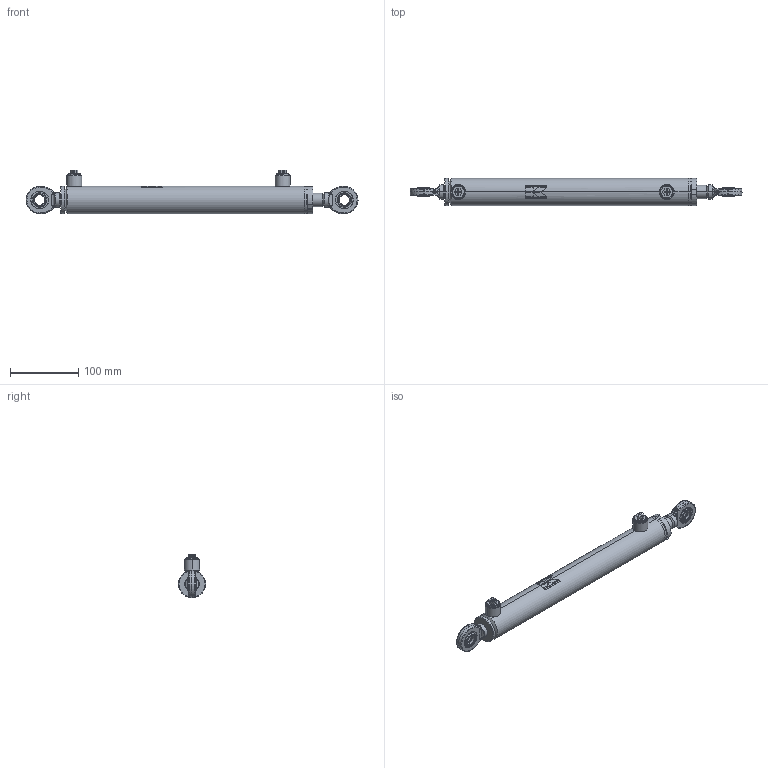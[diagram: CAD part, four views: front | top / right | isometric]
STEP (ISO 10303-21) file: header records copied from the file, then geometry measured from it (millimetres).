
FILE_DESCRIPTION (( 'STEP AP214' ), '1' );
FILE_NAME ('CFGCY0072038-Cylinder.step', '2025-03-04T13:12:24', ( 'Kramp IT' ), ( 'Kramp' ), 'SwSTEP 2.0', 'SolidWorks 2021', '' );
FILE_SCHEMA (( 'AUTOMOTIVE_DESIGN' ));
Length unit declared in the file: millimetre
Products named in the file (19): MATE-AID; Rod-WA_Simplified; DC3903001; DS2903004VM_Simplified; Tube-WA_Simplified; GK15DO-EC; GK15DO; DS2903013020_Simplified; SLBMM1215; LSN04E; Tube_Simplified; Tube-MA_Simplified; GK15DO-RD; DS2903004_Simplified; SP04M; DS2903013020VM_Simplified; Rod_Simplified; CFGCY0072038-Cylinder
Assembly tree (20 placements, depth 4):
  MATE-AID
  CFGCY0072038-Cylinder
    Tube-WA_Simplified
      Tube-MA_Simplified
        Tube_Simplified
        LSN04E
      LSN04E
      DC3903001
        DC3903001
      GK15DO-EC
        GK15DO
    Rod-WA_Simplified
      Rod_Simplified
      GK15DO-RD
        GK15DO
    DS2903013020VM_Simplified
      DS2903013020_Simplified
    DS2903004VM_Simplified
      DS2903004_Simplified
    SLBMM1215
    SP04M  x2
Bounding box: 485 x 40 x 63.5 mm (x, y, z)
Volume: 398482.5 mm3; surface area: 142060.1 mm2
Topology: 16 solids, 16 shells, 576 faces, 1370 edges, 846 vertices
Faces by surface type: cylinder 175, plane 163, cone 112, bspline 96, torus 30
Entity records: 16964 total; most frequent: CARTESIAN_POINT 5525, DIRECTION 1795, ORIENTED_EDGE 1732, EDGE_CURVE 866, AXIS2_PLACEMENT_3D 732, VERTEX_POINT 538, EDGE_LOOP 418, CIRCLE 380
